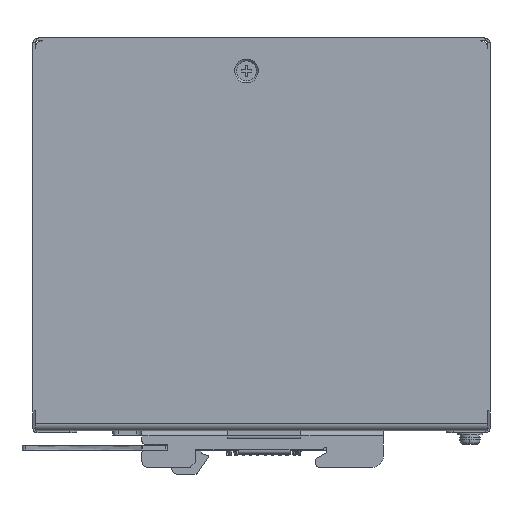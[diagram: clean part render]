
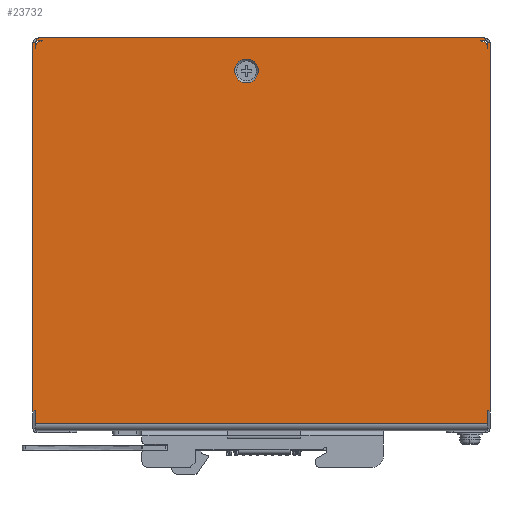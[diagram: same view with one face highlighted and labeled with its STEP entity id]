
A CAD part, front view. The second image highlights one B-rep face of the part: STEP entity #23732.
In plain terms, the highlighted planar face has unit normal (0, -1, 0).
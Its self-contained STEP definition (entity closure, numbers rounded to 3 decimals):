
#2322=DIRECTION('',(1.,0.,0.));
#2323=VECTOR('',#2322,0.6);
#2324=CARTESIAN_POINT('',(127.3,0.,-102.05));
#2325=LINE('',#2324,#2323);
#2351=DIRECTION('',(0.,0.,-1.));
#2352=VECTOR('',#2351,1.5);
#2353=CARTESIAN_POINT('',(127.3,0.,-1.35));
#2354=LINE('',#2353,#2352);
#3316=DIRECTION('',(1.,0.,0.));
#3317=VECTOR('',#3316,1.5);
#3318=CARTESIAN_POINT('',(4.,0.,-0.85));
#3319=LINE('',#3318,#3317);
#3332=DIRECTION('',(1.,0.,0.));
#3333=VECTOR('',#3332,1.5);
#3334=CARTESIAN_POINT('',(125.3,0.,-0.85));
#3335=LINE('',#3334,#3333);
#3573=DIRECTION('',(0.,0.,1.));
#3574=VECTOR('',#3573,1.5);
#3575=CARTESIAN_POINT('',(3.5,0.,-2.85));
#3576=LINE('',#3575,#3574);
#4406=DIRECTION('',(0.,0.,1.));
#4407=VECTOR('',#4406,0.25);
#4408=CARTESIAN_POINT('',(4.3,0.,-0.25));
#4409=LINE('',#4408,#4407);
#4410=DIRECTION('',(0.,0.,-1.));
#4411=VECTOR('',#4410,0.6);
#4412=CARTESIAN_POINT('',(126.8,0.,-0.25));
#4413=LINE('',#4412,#4411);
#4414=CARTESIAN_POINT('',(125.3,0.,-2.85));
#4415=DIRECTION('',(0.,-1.,0.));
#4416=DIRECTION('',(1.,0.,0.));
#4417=AXIS2_PLACEMENT_3D('',#4414,#4415,#4416);
#4419=DIRECTION('',(0.,0.,1.));
#4420=VECTOR('',#4419,3.4);
#4421=CARTESIAN_POINT('',(127.3,0.,-105.45));
#4422=LINE('',#4421,#4420);
#4423=DIRECTION('',(0.,0.,-1.));
#4424=VECTOR('',#4423,3.4);
#4425=CARTESIAN_POINT('',(3.5,0.,-102.05));
#4426=LINE('',#4425,#4424);
#4427=DIRECTION('',(-1.,0.,0.));
#4428=VECTOR('',#4427,0.6);
#4429=CARTESIAN_POINT('',(3.5,0.,-102.05));
#4430=LINE('',#4429,#4428);
#4431=DIRECTION('',(1.,0.,0.));
#4432=VECTOR('',#4431,0.6);
#4433=CARTESIAN_POINT('',(2.9,0.,-1.35));
#4434=LINE('',#4433,#4432);
#4435=CARTESIAN_POINT('',(5.5,0.,-2.85));
#4436=DIRECTION('',(0.,-1.,0.));
#4437=DIRECTION('',(0.,0.,1.));
#4438=AXIS2_PLACEMENT_3D('',#4435,#4436,#4437);
#4440=CARTESIAN_POINT('',(61.3,0.,-9.05));
#4441=DIRECTION('',(0.,1.,0.));
#4442=DIRECTION('',(0.,0.,1.));
#4443=AXIS2_PLACEMENT_3D('',#4440,#4441,#4442);
#4445=CARTESIAN_POINT('',(61.3,0.,-9.05));
#4446=DIRECTION('',(0.,1.,0.));
#4447=DIRECTION('',(0.,0.,-1.));
#4448=AXIS2_PLACEMENT_3D('',#4445,#4446,#4447);
#4458=DIRECTION('',(1.,0.,0.));
#4459=VECTOR('',#4458,0.3);
#4460=CARTESIAN_POINT('',(4.,0.,-0.25));
#4461=LINE('',#4460,#4459);
#4466=DIRECTION('',(1.,0.,0.));
#4467=VECTOR('',#4466,0.3);
#4468=CARTESIAN_POINT('',(126.5,0.,-0.25));
#4469=LINE('',#4468,#4467);
#4478=DIRECTION('',(0.,0.,1.));
#4479=VECTOR('',#4478,0.25);
#4480=CARTESIAN_POINT('',(126.5,0.,-0.25));
#4481=LINE('',#4480,#4479);
#4490=DIRECTION('',(1.,0.,0.));
#4491=VECTOR('',#4490,122.2);
#4492=CARTESIAN_POINT('',(4.3,0.,0.));
#4493=LINE('',#4492,#4491);
#4738=DIRECTION('',(0.,0.,1.));
#4739=VECTOR('',#4738,100.7);
#4740=CARTESIAN_POINT('',(2.9,0.,-102.05));
#4741=LINE('',#4740,#4739);
#6519=DIRECTION('',(0.,0.,-1.));
#6520=VECTOR('',#6519,0.6);
#6521=CARTESIAN_POINT('',(4.,0.,-0.25));
#6522=LINE('',#6521,#6520);
#6549=DIRECTION('',(0.,0.,-1.));
#6550=VECTOR('',#6549,100.7);
#6551=CARTESIAN_POINT('',(127.9,0.,-1.35));
#6552=LINE('',#6551,#6550);
#8433=DIRECTION('',(-1.,0.,0.));
#8434=VECTOR('',#8433,0.6);
#8435=CARTESIAN_POINT('',(127.9,0.,-1.35));
#8436=LINE('',#8435,#8434);
#8459=DIRECTION('',(1.,0.,0.));
#8460=VECTOR('',#8459,123.8);
#8461=CARTESIAN_POINT('',(3.5,0.,-105.45));
#8462=LINE('',#8461,#8460);
#16431=CARTESIAN_POINT('',(127.9,0.,-1.35));
#16433=VERTEX_POINT('',#16431);
#16434=CARTESIAN_POINT('',(126.8,0.,-0.25));
#16435=VERTEX_POINT('',#16434);
#16439=CARTESIAN_POINT('',(127.3,0.,-1.35));
#16441=VERTEX_POINT('',#16439);
#16442=CARTESIAN_POINT('',(126.8,0.,-0.85));
#16443=VERTEX_POINT('',#16442);
#16446=CARTESIAN_POINT('',(2.9,0.,-1.35));
#16448=VERTEX_POINT('',#16446);
#16452=CARTESIAN_POINT('',(4.,0.,-0.25));
#16453=VERTEX_POINT('',#16452);
#16454=CARTESIAN_POINT('',(3.5,0.,-1.35));
#16456=VERTEX_POINT('',#16454);
#16460=CARTESIAN_POINT('',(4.,0.,-0.85));
#16461=VERTEX_POINT('',#16460);
#16504=CARTESIAN_POINT('',(127.9,0.,-102.05));
#16505=VERTEX_POINT('',#16504);
#16507=CARTESIAN_POINT('',(2.9,0.,-102.05));
#16509=VERTEX_POINT('',#16507);
#18186=CARTESIAN_POINT('',(3.5,0.,-105.45));
#18187=CARTESIAN_POINT('',(127.3,0.,-105.45));
#18188=VERTEX_POINT('',#18186);
#18189=VERTEX_POINT('',#18187);
#18298=CARTESIAN_POINT('',(61.3,0.,-5.8));
#18299=CARTESIAN_POINT('',(61.3,0.,-12.3));
#18300=VERTEX_POINT('',#18298);
#18301=VERTEX_POINT('',#18299);
#18370=CARTESIAN_POINT('',(5.5,0.,-0.85));
#18371=VERTEX_POINT('',#18370);
#18374=CARTESIAN_POINT('',(125.3,0.,-0.85));
#18375=VERTEX_POINT('',#18374);
#18394=CARTESIAN_POINT('',(127.3,0.,-2.85));
#18395=VERTEX_POINT('',#18394);
#18414=CARTESIAN_POINT('',(3.5,0.,-2.85));
#18415=VERTEX_POINT('',#18414);
#18452=CARTESIAN_POINT('',(127.3,0.,-102.05));
#18453=VERTEX_POINT('',#18452);
#18458=CARTESIAN_POINT('',(3.5,0.,-102.05));
#18459=VERTEX_POINT('',#18458);
#19526=CARTESIAN_POINT('',(4.3,0.,0.));
#19527=VERTEX_POINT('',#19526);
#19528=CARTESIAN_POINT('',(126.5,0.,0.));
#19529=VERTEX_POINT('',#19528);
#19574=CARTESIAN_POINT('',(4.3,0.,-0.25));
#19575=VERTEX_POINT('',#19574);
#19576=CARTESIAN_POINT('',(126.5,0.,-0.25));
#19577=VERTEX_POINT('',#19576);
#23683=CARTESIAN_POINT('',(65.4,0.,-0.55));
#23684=DIRECTION('',(0.,1.,0.));
#23685=DIRECTION('',(1.,0.,0.));
#23686=AXIS2_PLACEMENT_3D('',#23683,#23684,#23685);
#23687=PLANE('',#23686);
#23689=ORIENTED_EDGE('',*,*,#23688,.T.);
#23691=ORIENTED_EDGE('',*,*,#23690,.T.);
#23693=ORIENTED_EDGE('',*,*,#23692,.T.);
#23695=ORIENTED_EDGE('',*,*,#23694,.F.);
#23697=ORIENTED_EDGE('',*,*,#23696,.T.);
#23699=ORIENTED_EDGE('',*,*,#23698,.T.);
#23700=ORIENTED_EDGE('',*,*,#22941,.F.);
#23702=ORIENTED_EDGE('',*,*,#23701,.F.);
#23703=ORIENTED_EDGE('',*,*,#22284,.F.);
#23705=ORIENTED_EDGE('',*,*,#23704,.F.);
#23707=ORIENTED_EDGE('',*,*,#23706,.T.);
#23708=ORIENTED_EDGE('',*,*,#22259,.F.);
#23710=ORIENTED_EDGE('',*,*,#23709,.F.);
#23712=ORIENTED_EDGE('',*,*,#23711,.F.);
#23713=ORIENTED_EDGE('',*,*,#23676,.F.);
#23714=ORIENTED_EDGE('',*,*,#23631,.T.);
#23716=ORIENTED_EDGE('',*,*,#23715,.T.);
#23718=ORIENTED_EDGE('',*,*,#23717,.T.);
#23719=ORIENTED_EDGE('',*,*,#23117,.F.);
#23720=ORIENTED_EDGE('',*,*,#22915,.F.);
#23721=ORIENTED_EDGE('',*,*,#22935,.F.);
#23723=ORIENTED_EDGE('',*,*,#23722,.F.);
#23724=EDGE_LOOP('',(#23689,#23691,#23693,#23695,#23697,#23699,#23700,#23702,
#23703,#23705,#23707,#23708,#23710,#23712,#23713,#23714,#23716,#23718,#23719,
#23720,#23721,#23723));
#23725=FACE_OUTER_BOUND('',#23724,.F.);
#23727=ORIENTED_EDGE('',*,*,#23726,.F.);
#23729=ORIENTED_EDGE('',*,*,#23728,.F.);
#23730=EDGE_LOOP('',(#23727,#23729));
#23731=FACE_BOUND('',#23730,.F.);
#23732=ADVANCED_FACE('',(#23725,#23731),#23687,.F.);
#4418=CIRCLE('',#4417,2.);
#4439=CIRCLE('',#4438,2.);
#4444=CIRCLE('',#4443,3.25);
#4449=CIRCLE('',#4448,3.25);
#22259=EDGE_CURVE('',#18453,#16505,#2325,.T.);
#22284=EDGE_CURVE('',#16441,#18395,#2354,.T.);
#22915=EDGE_CURVE('',#18371,#18415,#4439,.T.);
#22935=EDGE_CURVE('',#16461,#18371,#3319,.T.);
#22941=EDGE_CURVE('',#18375,#16443,#3335,.T.);
#23117=EDGE_CURVE('',#18415,#16456,#3576,.T.);
#23631=EDGE_CURVE('',#18459,#16509,#4430,.T.);
#23676=EDGE_CURVE('',#18459,#18188,#4426,.T.);
#23688=EDGE_CURVE('',#16453,#19575,#4461,.T.);
#23690=EDGE_CURVE('',#19575,#19527,#4409,.T.);
#23692=EDGE_CURVE('',#19527,#19529,#4493,.T.);
#23694=EDGE_CURVE('',#19577,#19529,#4481,.T.);
#23696=EDGE_CURVE('',#19577,#16435,#4469,.T.);
#23698=EDGE_CURVE('',#16435,#16443,#4413,.T.);
#23701=EDGE_CURVE('',#18395,#18375,#4418,.T.);
#23704=EDGE_CURVE('',#16433,#16441,#8436,.T.);
#23706=EDGE_CURVE('',#16433,#16505,#6552,.T.);
#23709=EDGE_CURVE('',#18189,#18453,#4422,.T.);
#23711=EDGE_CURVE('',#18188,#18189,#8462,.T.);
#23715=EDGE_CURVE('',#16509,#16448,#4741,.T.);
#23717=EDGE_CURVE('',#16448,#16456,#4434,.T.);
#23722=EDGE_CURVE('',#16453,#16461,#6522,.T.);
#23726=EDGE_CURVE('',#18300,#18301,#4444,.T.);
#23728=EDGE_CURVE('',#18301,#18300,#4449,.T.);
